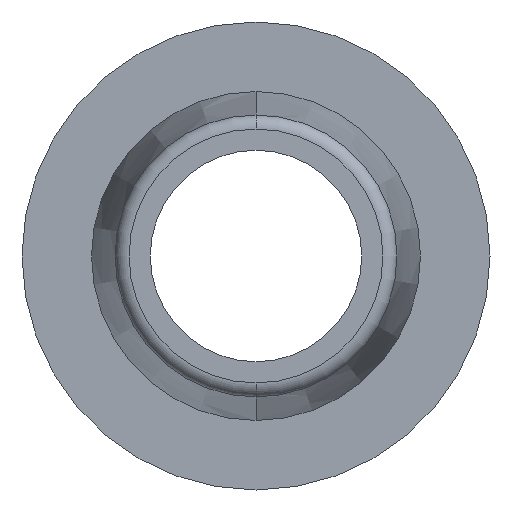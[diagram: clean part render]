
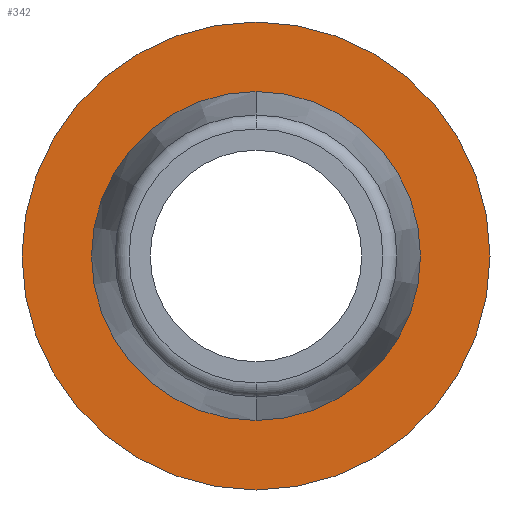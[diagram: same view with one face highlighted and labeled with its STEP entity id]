
A CAD part, front view. The second image highlights one B-rep face of the part: STEP entity #342.
In plain terms, the highlighted planar face has unit normal (0, -1, 0).
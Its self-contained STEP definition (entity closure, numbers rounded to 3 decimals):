
#56 = CARTESIAN_POINT ( 'NONE',  ( 0., -32., 0. ) ) ;
#57 = DIRECTION ( 'NONE',  ( 0., -1., 0. ) ) ;
#58 = DIRECTION ( 'NONE',  ( 0., 0., -1. ) ) ;
#124 = AXIS2_PLACEMENT_3D ( 'NONE', #56, #57, #58 ) ;
#134 = CIRCLE ( 'NONE', #124, 3.25 ) ;
#137 = AXIS2_PLACEMENT_3D ( 'NONE', #1136, #1135, #1134 ) ;
#178 = AXIS2_PLACEMENT_3D ( 'NONE', #470, #471, #472 ) ;
#179 = CIRCLE ( 'NONE', #178, 4.98 ) ;
#180 = AXIS2_PLACEMENT_3D ( 'NONE', #467, #468, #469 ) ;
#181 = CIRCLE ( 'NONE', #180, 3.25 ) ;
#284 = CIRCLE ( 'NONE', #137, 4.98 ) ;
#297 = AXIS2_PLACEMENT_3D ( 'NONE', #885, #886, #887 ) ;
#330 = EDGE_CURVE ( 'NONE', #862, #863, #284, .T. ) ;
#342 = ADVANCED_FACE ( 'NONE', ( #524, #525 ), #884, .T. ) ;
#467 = CARTESIAN_POINT ( 'NONE',  ( 0., -32., 0. ) ) ;
#468 = DIRECTION ( 'NONE',  ( 0., -1., 0. ) ) ;
#469 = DIRECTION ( 'NONE',  ( 0., 0., -1. ) ) ;
#470 = CARTESIAN_POINT ( 'NONE',  ( 0., -32., 0. ) ) ;
#471 = DIRECTION ( 'NONE',  ( 0., -1., 0. ) ) ;
#472 = DIRECTION ( 'NONE',  ( 0., 0., -1. ) ) ;
#524 = FACE_OUTER_BOUND ( 'NONE', #700, .T. ) ;
#525 = FACE_BOUND ( 'NONE', #701, .T. ) ;
#700 = EDGE_LOOP ( 'NONE', ( #774, #772 ) ) ;
#701 = EDGE_LOOP ( 'NONE', ( #758, #760 ) ) ;
#758 = ORIENTED_EDGE ( 'NONE', *, *, #1065, .F. ) ;
#760 = ORIENTED_EDGE ( 'NONE', *, *, #1090, .F. ) ;
#772 = ORIENTED_EDGE ( 'NONE', *, *, #1066, .T. ) ;
#774 = ORIENTED_EDGE ( 'NONE', *, *, #330, .T. ) ;
#858 = VERTEX_POINT ( 'NONE', #962 ) ;
#859 = VERTEX_POINT ( 'NONE', #963 ) ;
#862 = VERTEX_POINT ( 'NONE', #966 ) ;
#863 = VERTEX_POINT ( 'NONE', #967 ) ;
#884 = PLANE ( 'NONE',  #297 ) ;
#885 = CARTESIAN_POINT ( 'NONE',  ( 4.98, -32., 0. ) ) ;
#886 = DIRECTION ( 'NONE',  ( 0., -1., 0. ) ) ;
#887 = DIRECTION ( 'NONE',  ( 0., 0., -1. ) ) ;
#962 = CARTESIAN_POINT ( 'NONE',  ( 0., -32., -3.25 ) ) ;
#963 = CARTESIAN_POINT ( 'NONE',  ( 0., -32., 3.25 ) ) ;
#966 = CARTESIAN_POINT ( 'NONE',  ( 0., -32., -4.98 ) ) ;
#967 = CARTESIAN_POINT ( 'NONE',  ( 0., -32., 4.98 ) ) ;
#1065 = EDGE_CURVE ( 'NONE', #858, #859, #181, .T. ) ;
#1066 = EDGE_CURVE ( 'NONE', #863, #862, #179, .T. ) ;
#1090 = EDGE_CURVE ( 'NONE', #859, #858, #134, .T. ) ;
#1134 = DIRECTION ( 'NONE',  ( 0., 0., -1. ) ) ;
#1135 = DIRECTION ( 'NONE',  ( 0., -1., 0. ) ) ;
#1136 = CARTESIAN_POINT ( 'NONE',  ( 0., -32., 0. ) ) ;
